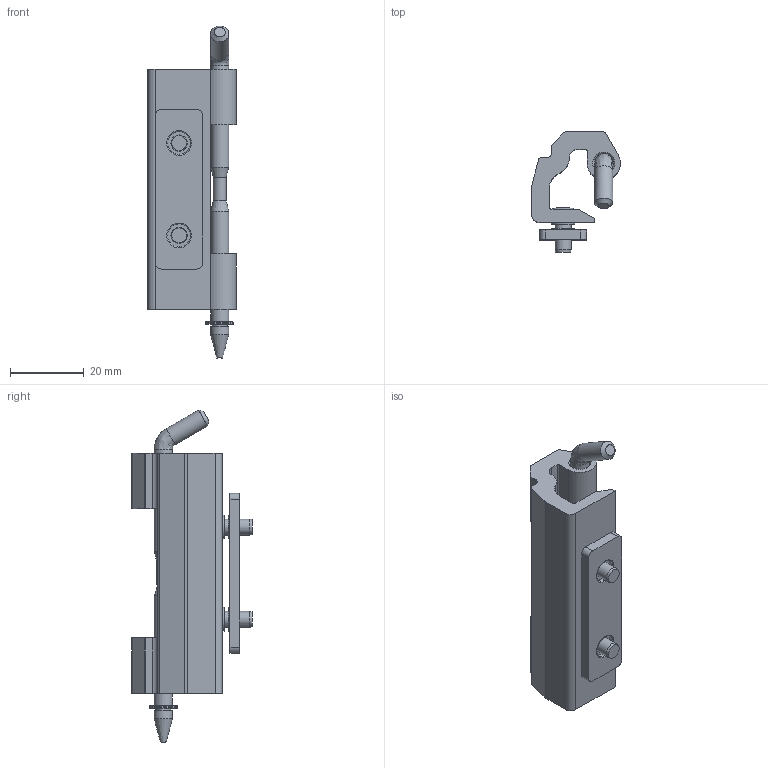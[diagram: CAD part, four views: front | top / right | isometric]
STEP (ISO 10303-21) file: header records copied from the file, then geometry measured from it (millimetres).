
FILE_DESCRIPTION (( 'STEP AP203' ), '1' );
FILE_NAME ('SCE-3918SS.step', '2021-01-08T15:40:21', ( 'ADC123' ), ( 'Microsoft' ), 'SwSTEP 2.0', 'SolidWorks 2019', '' );
FILE_SCHEMA (( 'CONFIG_CONTROL_DESIGN' ));
Length unit declared in the file: inch
Products named in the file (1): SCE-3918SS
Bounding box: 24 x 32.52 x 89.85 mm (x, y, z)
Volume: 14240.9 mm3; surface area: 10759.2 mm2
Topology: 6 solids, 6 shells, 211 faces, 565 edges, 379 vertices
Faces by surface type: plane 111, cylinder 67, bspline 20, cone 10, torus 3
Full cylindrical faces by diameter (mm): 3.454 x1, 3.978 x1, 4.318 x2, 4.369 x2, 4.978 x4, 5.156 x2, 5.2 x2, 6.198 x2, 6.35 x2, 9.525 x2
Entity records: 7682 total; most frequent: CARTESIAN_POINT 2705, ORIENTED_EDGE 1014, DIRECTION 945, EDGE_CURVE 507, VERTEX_POINT 361, AXIS2_PLACEMENT_3D 333, VECTOR 279, LINE 279
